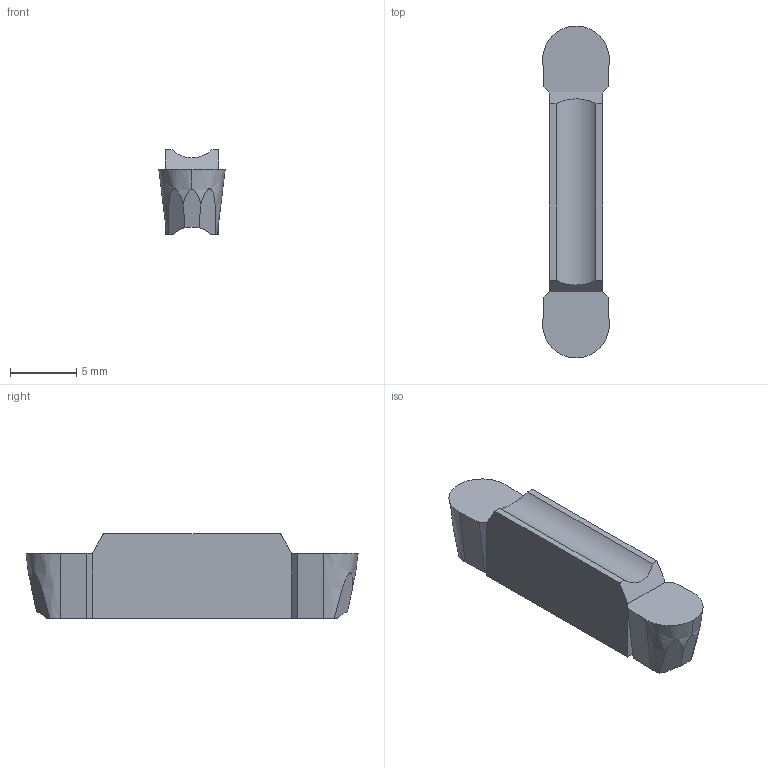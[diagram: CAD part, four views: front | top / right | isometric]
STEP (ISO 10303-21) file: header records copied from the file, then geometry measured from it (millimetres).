
FILE_DESCRIPTION(('CATIA V5 STEP','CAx-IF Rec.Pracs.--- Model Styling and Organization---1.2---2011-12-15'),'2;1');
FILE_NAME('TDIT 5.00E-2.50.stp','2017-06-14T02:45:01+00:00',('none'),('none'),'CATIA Version 5 Release 21 SP 5 (IN-10)','CATIA V5 STEP AP214','none');
FILE_SCHEMA(('AUTOMOTIVE_DESIGN { 1 0 10303 214 1 1 1 1 }'));
Length unit declared in the file: millimetre
Products named in the file (1): TDIT 5.00E-2.50
Bounding box: 5 x 25 x 6.4 mm (x, y, z)
Volume: 510.8 mm3; surface area: 521.1 mm2
Topology: 1 solids, 1 shells, 42 faces, 137 edges, 98 vertices
Faces by surface type: plane 32, bspline 8, cylinder 2
Entity records: 1831 total; most frequent: CARTESIAN_POINT 741, ORIENTED_EDGE 252, DIRECTION 147, EDGE_CURVE 126, VECTOR 89, LINE 89, VERTEX_POINT 86, ADVANCED_FACE 42
